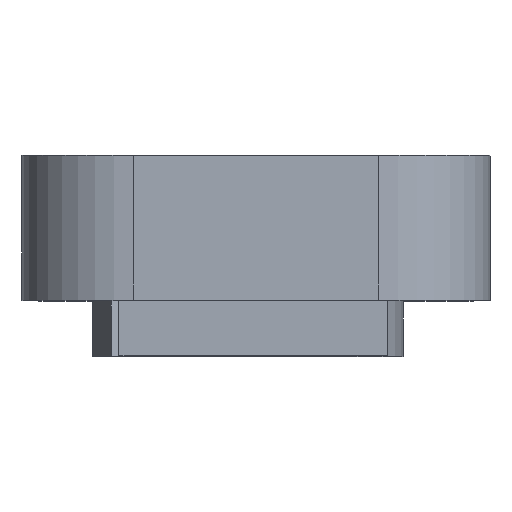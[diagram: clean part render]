
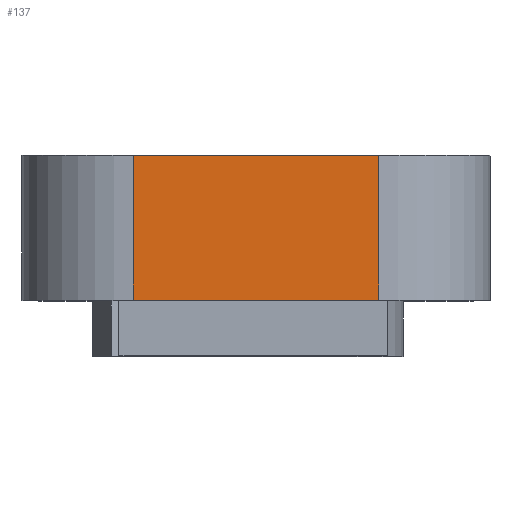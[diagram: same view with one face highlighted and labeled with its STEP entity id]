
A CAD part, top view. The second image highlights one B-rep face of the part: STEP entity #137.
In plain terms, the highlighted face is planar.
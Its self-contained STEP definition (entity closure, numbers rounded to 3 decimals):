
#28 = DIRECTION ( 'NONE',  ( -1., 0., 0. ) ) ;
#43 = CARTESIAN_POINT ( 'NONE',  ( 6.4, 10.3, 2.6 ) ) ;
#52 = CARTESIAN_POINT ( 'NONE',  ( 2., 10.3, 0. ) ) ;
#82 = DIRECTION ( 'NONE',  ( 0., 0., -1. ) ) ;
#105 = CARTESIAN_POINT ( 'NONE',  ( 0., 10.3, 0. ) ) ;
#113 = AXIS2_PLACEMENT_3D ( 'NONE', #694, #441, #82 ) ;
#137 = ADVANCED_FACE ( 'NONE', ( #361 ), #263, .F. ) ;
#182 = ORIENTED_EDGE ( 'NONE', *, *, #783, .F. ) ;
#204 = CARTESIAN_POINT ( 'NONE',  ( 0., 10.3, 2.6 ) ) ;
#227 = EDGE_CURVE ( 'NONE', #869, #892, #901, .T. ) ;
#263 = PLANE ( 'NONE',  #113 ) ;
#287 = LINE ( 'NONE', #204, #480 ) ;
#305 = ORIENTED_EDGE ( 'NONE', *, *, #1035, .T. ) ;
#348 = CARTESIAN_POINT ( 'NONE',  ( 2., 10.3, 2.6 ) ) ;
#361 = FACE_OUTER_BOUND ( 'NONE', #423, .T. ) ;
#367 = ORIENTED_EDGE ( 'NONE', *, *, #227, .T. ) ;
#372 = EDGE_CURVE ( 'NONE', #892, #485, #807, .T. ) ;
#423 = EDGE_LOOP ( 'NONE', ( #945, #305, #182, #367 ) ) ;
#441 = DIRECTION ( 'NONE',  ( 0., -1., 0. ) ) ;
#455 = CARTESIAN_POINT ( 'NONE',  ( 2., 10.3, 2.6 ) ) ;
#457 = CARTESIAN_POINT ( 'NONE',  ( 6.4, 10.3, 2.6 ) ) ;
#480 = VECTOR ( 'NONE', #28, 1000. ) ;
#485 = VERTEX_POINT ( 'NONE', #52 ) ;
#503 = LINE ( 'NONE', #348, #1094 ) ;
#550 = DIRECTION ( 'NONE',  ( 0., 0., -1. ) ) ;
#609 = DIRECTION ( 'NONE',  ( 0., 0., 1. ) ) ;
#694 = CARTESIAN_POINT ( 'NONE',  ( 0., 10.3, 2.6 ) ) ;
#783 = EDGE_CURVE ( 'NONE', #869, #1142, #287, .T. ) ;
#807 = LINE ( 'NONE', #105, #1096 ) ;
#829 = VECTOR ( 'NONE', #550, 1000. ) ;
#869 = VERTEX_POINT ( 'NONE', #43 ) ;
#892 = VERTEX_POINT ( 'NONE', #1026 ) ;
#901 = LINE ( 'NONE', #457, #829 ) ;
#945 = ORIENTED_EDGE ( 'NONE', *, *, #372, .T. ) ;
#1026 = CARTESIAN_POINT ( 'NONE',  ( 6.4, 10.3, 0. ) ) ;
#1035 = EDGE_CURVE ( 'NONE', #485, #1142, #503, .T. ) ;
#1082 = DIRECTION ( 'NONE',  ( -1., 0., 0. ) ) ;
#1094 = VECTOR ( 'NONE', #609, 1000. ) ;
#1096 = VECTOR ( 'NONE', #1082, 1000. ) ;
#1142 = VERTEX_POINT ( 'NONE', #455 ) ;
